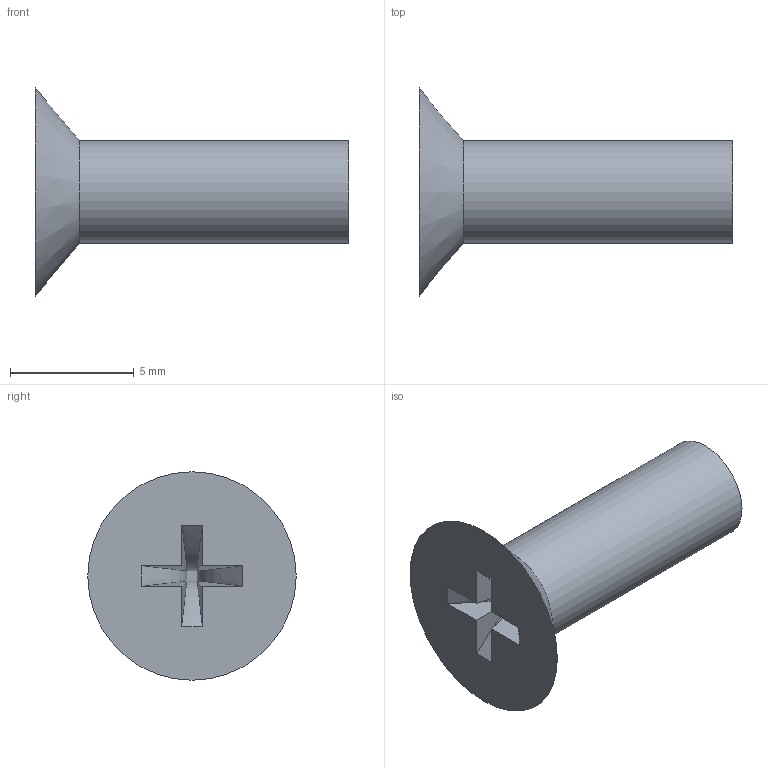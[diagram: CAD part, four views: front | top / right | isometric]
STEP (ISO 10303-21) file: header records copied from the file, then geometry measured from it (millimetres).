
FILE_DESCRIPTION(/* description */ (''),/* implementation_level */ '2;1');
FILE_NAME(/* name */ 'Flat Head Screw (8-32).ipt.step',/* time_stamp */ '2020-04-16T23:17:50-04:00',/* author */ ('Hannah'),/* organization */ (''),/* preprocessor_version */ 'ST-DEVELOPER v17',/* originating_system */ 'Autodesk Inventor 2019',/* authorisation */ '');
FILE_SCHEMA (('AUTOMOTIVE_DESIGN { 1 0 10303 214 3 1 1 }'));
Length unit declared in the file: inch
Products named in the file (1): Flat Head Screw (8-32)
Bounding box: 12.7 x 8.43 x 8.43 mm (x, y, z)
Volume: 201.5 mm3; surface area: 281.6 mm2
Topology: 1 solids, 1 shells, 17 faces, 36 edges, 22 vertices
Faces by surface type: bspline 12, plane 3, cone 1, cylinder 1
Full cylindrical faces by diameter (mm): 4.166 x1
Entity records: 701 total; most frequent: CARTESIAN_POINT 348, ORIENTED_EDGE 72, DIRECTION 42, EDGE_CURVE 36, VERTEX_POINT 22, EDGE_LOOP 18, LINE 18, VECTOR 18
